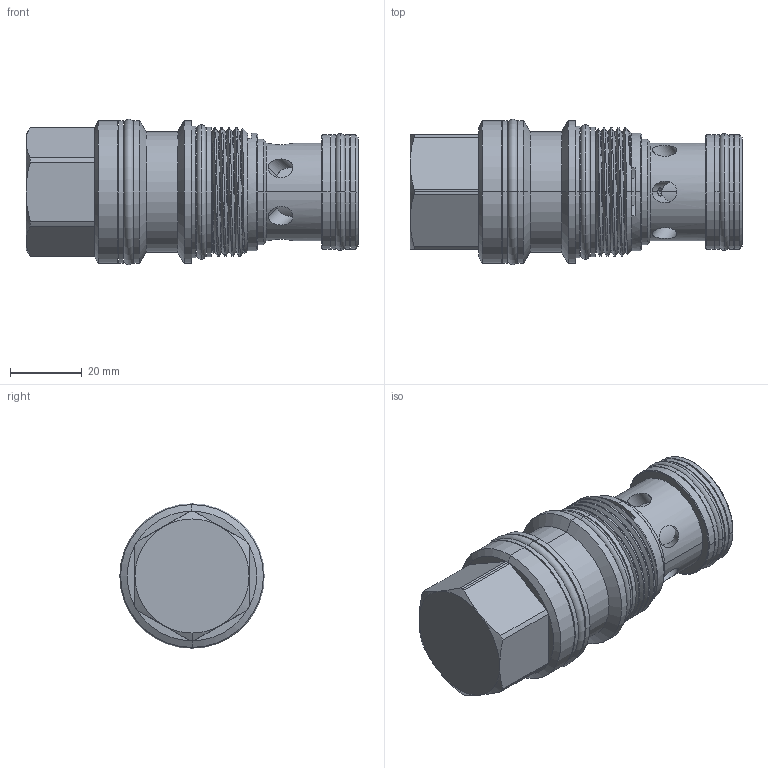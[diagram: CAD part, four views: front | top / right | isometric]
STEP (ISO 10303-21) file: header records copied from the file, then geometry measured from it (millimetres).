
FILE_DESCRIPTION (( 'STEP AP203' ), '1' );
FILE_NAME ('CV17A21-N.STEP', '2016-05-18T00:33:07', ( '' ), ( '' ), 'SwSTEP 2.0', 'SolidWorks 2012', '' );
FILE_SCHEMA (( 'CONFIG_CONTROL_DESIGN' ));
Length unit declared in the file: millimetre
Products named in the file (1): CV17A21-N
Bounding box: 92.24 x 40.39 x 40.39 mm (x, y, z)
Volume: 77937.4 mm3; surface area: 21282.1 mm2
Topology: 6 solids, 6 shells, 191 faces, 443 edges, 280 vertices
Faces by surface type: cylinder 112, plane 37, cone 29, torus 10, bspline 3
Entity records: 7541 total; most frequent: CARTESIAN_POINT 3099, DIRECTION 956, ORIENTED_EDGE 886, EDGE_CURVE 443, AXIS2_PLACEMENT_3D 405, VERTEX_POINT 280, EDGE_LOOP 217, CIRCLE 216
